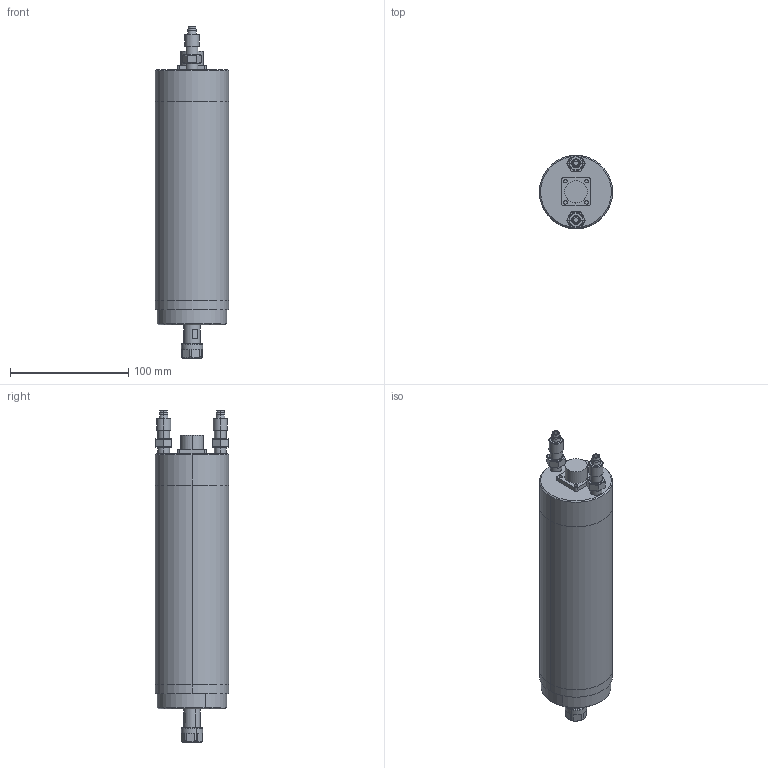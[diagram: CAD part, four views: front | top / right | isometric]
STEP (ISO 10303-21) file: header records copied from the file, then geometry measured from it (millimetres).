
FILE_DESCRIPTION (( 'STEP AP214' ), '1' );
FILE_NAME ('GDZ26-2軞蚾.STEP', '2021-04-30T08:24:54', ( '萇齟' ), ( '' ), 'SwSTEP 2.0', 'SolidWorks 2018', '' );
FILE_SCHEMA (( 'AUTOMOTIVE_DESIGN' ));
Length unit declared in the file: millimetre
Products named in the file (10): ER11粟俶芠標; ER11蹟簽; GDZ26-2堤盄釱; GDZ26-2粣創釱; GDZ26-2儂褲; GDZ26-2滅鳥欶; 堤盄釱脣芛18x18M20; GDZ26-2軞蚾; GDZ26-2粣芛; GDZ18阨郲
Assembly tree (10 placements, depth 2):
  GDZ26-2軞蚾
    GDZ26-2儂褲
    GDZ26-2堤盄釱
    GDZ26-2滅鳥欶
    GDZ18阨郲  x2
    GDZ26-2粣創釱
    GDZ26-2粣芛
    堤盄釱脣芛18x18M20
    ER11粟俶芠標
    ER11蹟簽
Bounding box: 62 x 62 x 281 mm (x, y, z)
Volume: 664028.6 mm3; surface area: 75590.3 mm2
Topology: 10 solids, 10 shells, 192 faces, 404 edges, 248 vertices
Faces by surface type: plane 92, cylinder 56, cone 36, torus 8
Entity records: 4500 total; most frequent: CARTESIAN_POINT 824, DIRECTION 758, ORIENTED_EDGE 608, EDGE_CURVE 304, AXIS2_PLACEMENT_3D 304, VERTEX_POINT 190, EDGE_LOOP 168, VECTOR 150
